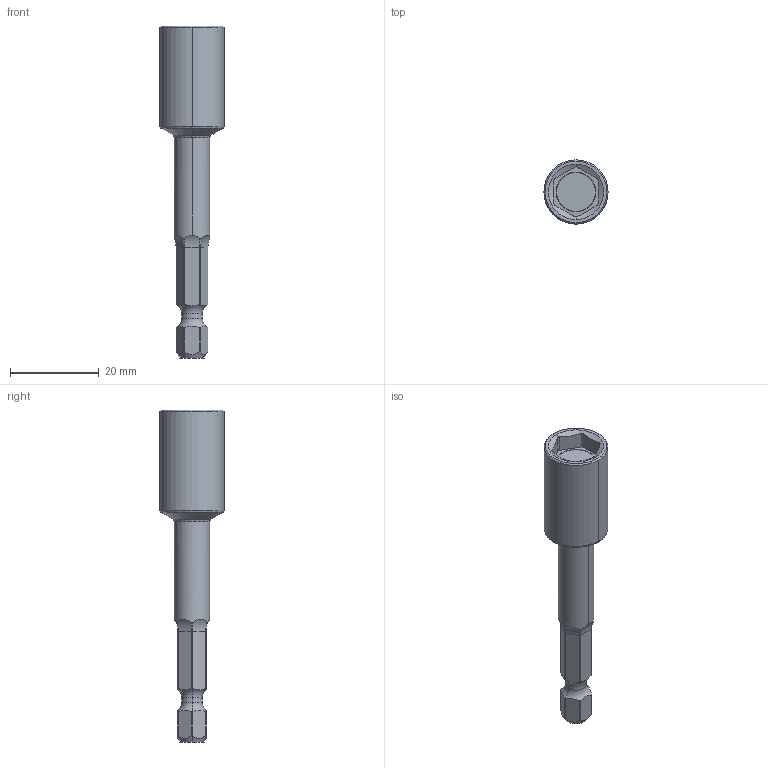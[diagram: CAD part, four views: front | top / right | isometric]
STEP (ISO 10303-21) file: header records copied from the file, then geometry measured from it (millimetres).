
FILE_DESCRIPTION((''),'2;1');
FILE_NAME('4027100610','2024-01-02T12:19:58',('a00565553'),(''),'CREO PARAMETRIC BY PTC INC, 2022414','CREO PARAMETRIC BY PTC INC, 2022414','');
FILE_SCHEMA(('CONFIG_CONTROL_DESIGN','GEOMETRIC_VALIDATION_PROPERTIES_MIM'));
Length unit declared in the file: millimetre
Products named in the file (1): 4027100610
Bounding box: 14.5 x 14.5 x 75 mm (x, y, z)
Volume: 5633.3 mm3; surface area: 2936.2 mm2
Topology: 2 solids, 2 shells, 80 faces, 196 edges, 122 vertices
Faces by surface type: cylinder 34, plane 24, torus 14, cone 8
Entity records: 2697 total; most frequent: CARTESIAN_POINT 713, DIRECTION 398, ORIENTED_EDGE 392, EDGE_CURVE 196, AXIS2_PLACEMENT_3D 166, VERTEX_POINT 122, CIRCLE 86, EDGE_LOOP 82
